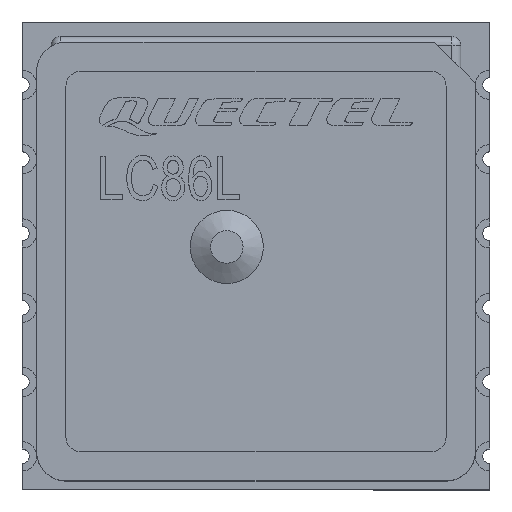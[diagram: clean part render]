
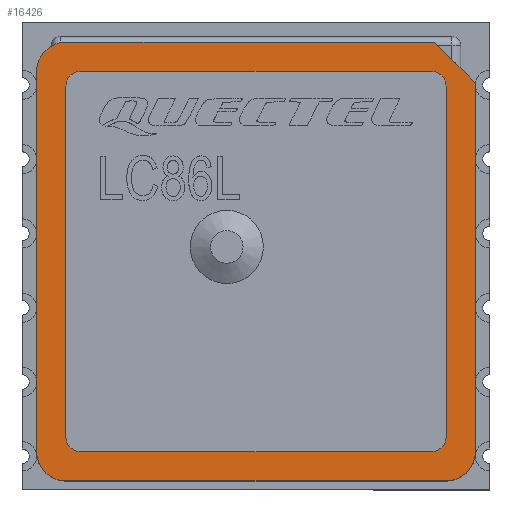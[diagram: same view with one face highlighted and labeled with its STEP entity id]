
A CAD part, top view. The second image highlights one B-rep face of the part: STEP entity #16426.
In plain terms, the highlighted planar face has unit normal (0, 0, 1).
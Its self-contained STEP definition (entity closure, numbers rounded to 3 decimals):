
#15833=CARTESIAN_POINT('',(6.5,5.8,6.3));
#15834=VERTEX_POINT('',#15833);
#15841=CARTESIAN_POINT('',(6.,6.3,6.3));
#15842=VERTEX_POINT('',#15841);
#15843=CARTESIAN_POINT('',(6.,5.8,6.3));
#15844=DIRECTION('',(0.0,0.0,-1.0));
#15845=DIRECTION('',(-1.0,0.0,0.0));
#15846=AXIS2_PLACEMENT_3D('',#15843,#15844,#15845);
#15847=CIRCLE('',#15846,0.5);
#15848=EDGE_CURVE('',#15842,#15834,#15847,.T.);
#15865=CARTESIAN_POINT('',(6.5,-6.2,6.3));
#15866=VERTEX_POINT('',#15865);
#15873=CARTESIAN_POINT('',(6.5,5.8,6.3));
#15874=DIRECTION('',(0.0,-1.0,0.0));
#15875=VECTOR('',#15874,12.);
#15876=LINE('',#15873,#15875);
#15877=EDGE_CURVE('',#15834,#15866,#15876,.T.);
#15889=CARTESIAN_POINT('',(6.,-6.7,6.3));
#15890=VERTEX_POINT('',#15889);
#15897=CARTESIAN_POINT('',(6.,-6.2,6.3));
#15898=DIRECTION('',(0.0,0.0,-1.0));
#15899=DIRECTION('',(0.0,1.0,0.0));
#15900=AXIS2_PLACEMENT_3D('',#15897,#15898,#15899);
#15901=CIRCLE('',#15900,0.5);
#15902=EDGE_CURVE('',#15866,#15890,#15901,.T.);
#15914=CARTESIAN_POINT('',(-6.0,-6.7,6.3));
#15915=VERTEX_POINT('',#15914);
#15922=CARTESIAN_POINT('',(6.,-6.7,6.3));
#15923=DIRECTION('',(-1.0,0.0,0.0));
#15924=VECTOR('',#15923,12.);
#15925=LINE('',#15922,#15924);
#15926=EDGE_CURVE('',#15890,#15915,#15925,.T.);
#15938=CARTESIAN_POINT('',(-6.5,-6.2,6.3));
#15939=VERTEX_POINT('',#15938);
#15946=CARTESIAN_POINT('',(-6.0,-6.2,6.3));
#15947=DIRECTION('',(0.0,0.0,-1.0));
#15948=DIRECTION('',(1.0,0.0,0.0));
#15949=AXIS2_PLACEMENT_3D('',#15946,#15947,#15948);
#15950=CIRCLE('',#15949,0.5);
#15951=EDGE_CURVE('',#15915,#15939,#15950,.T.);
#15963=CARTESIAN_POINT('',(-6.5,5.8,6.3));
#15964=VERTEX_POINT('',#15963);
#15971=CARTESIAN_POINT('',(-6.5,-6.2,6.3));
#15972=DIRECTION('',(0.0,1.0,0.0));
#15973=VECTOR('',#15972,12.);
#15974=LINE('',#15971,#15973);
#15975=EDGE_CURVE('',#15939,#15964,#15974,.T.);
#15987=CARTESIAN_POINT('',(-6.0,6.3,6.3));
#15988=VERTEX_POINT('',#15987);
#15995=CARTESIAN_POINT('',(-6.0,5.8,6.3));
#15996=DIRECTION('',(0.0,0.0,-1.0));
#15997=DIRECTION('',(0.0,-1.0,0.0));
#15998=AXIS2_PLACEMENT_3D('',#15995,#15996,#15997);
#15999=CIRCLE('',#15998,0.5);
#16000=EDGE_CURVE('',#15964,#15988,#15999,.T.);
#16013=CARTESIAN_POINT('',(-6.0,6.3,6.3));
#16014=DIRECTION('',(1.0,0.0,0.0));
#16015=VECTOR('',#16014,12.);
#16016=LINE('',#16013,#16015);
#16017=EDGE_CURVE('',#15988,#15842,#16016,.T.);
#16204=CARTESIAN_POINT('',(7.5,5.9,6.3));
#16205=VERTEX_POINT('',#16204);
#16206=CARTESIAN_POINT('',(7.5,-6.7,6.3));
#16207=VERTEX_POINT('',#16206);
#16208=CARTESIAN_POINT('',(7.5,5.9,6.3));
#16209=DIRECTION('',(0.0,-1.0,0.0));
#16210=VECTOR('',#16209,12.6);
#16211=LINE('',#16208,#16210);
#16212=EDGE_CURVE('',#16205,#16207,#16211,.T.);
#16235=CARTESIAN_POINT('',(6.5,-7.7,6.3));
#16236=VERTEX_POINT('',#16235);
#16237=CARTESIAN_POINT('',(6.5,-6.7,6.3));
#16238=DIRECTION('',(0.0,0.0,-1.0));
#16239=DIRECTION('',(0.0,1.0,0.0));
#16240=AXIS2_PLACEMENT_3D('',#16237,#16238,#16239);
#16241=CIRCLE('',#16240,1.);
#16242=EDGE_CURVE('',#16207,#16236,#16241,.T.);
#16260=CARTESIAN_POINT('',(-6.5,-7.7,6.3));
#16261=VERTEX_POINT('',#16260);
#16262=CARTESIAN_POINT('',(6.5,-7.7,6.3));
#16263=DIRECTION('',(-1.0,0.0,0.0));
#16264=VECTOR('',#16263,13.);
#16265=LINE('',#16262,#16264);
#16266=EDGE_CURVE('',#16236,#16261,#16265,.T.);
#16284=CARTESIAN_POINT('',(-7.5,-6.7,6.3));
#16285=VERTEX_POINT('',#16284);
#16286=CARTESIAN_POINT('',(-6.5,-6.7,6.3));
#16287=DIRECTION('',(0.0,0.0,-1.0));
#16288=DIRECTION('',(1.0,0.0,0.0));
#16289=AXIS2_PLACEMENT_3D('',#16286,#16287,#16288);
#16290=CIRCLE('',#16289,1.);
#16291=EDGE_CURVE('',#16261,#16285,#16290,.T.);
#16309=CARTESIAN_POINT('',(-7.5,6.3,6.3));
#16310=VERTEX_POINT('',#16309);
#16311=CARTESIAN_POINT('',(-7.5,-6.7,6.3));
#16312=DIRECTION('',(0.0,1.0,0.0));
#16313=VECTOR('',#16312,13.);
#16314=LINE('',#16311,#16313);
#16315=EDGE_CURVE('',#16285,#16310,#16314,.T.);
#16333=CARTESIAN_POINT('',(-6.5,7.3,6.3));
#16334=VERTEX_POINT('',#16333);
#16335=CARTESIAN_POINT('',(-6.5,6.3,6.3));
#16336=DIRECTION('',(0.0,0.0,-1.0));
#16337=DIRECTION('',(0.0,-1.0,0.0));
#16338=AXIS2_PLACEMENT_3D('',#16335,#16336,#16337);
#16339=CIRCLE('',#16338,1.);
#16340=EDGE_CURVE('',#16310,#16334,#16339,.T.);
#16358=CARTESIAN_POINT('',(6.1,7.3,6.3));
#16359=VERTEX_POINT('',#16358);
#16360=CARTESIAN_POINT('',(-6.5,7.3,6.3));
#16361=DIRECTION('',(1.0,0.0,0.0));
#16362=VECTOR('',#16361,12.6);
#16363=LINE('',#16360,#16362);
#16364=EDGE_CURVE('',#16334,#16359,#16363,.T.);
#16382=CARTESIAN_POINT('',(6.1,7.3,6.3));
#16383=DIRECTION('',(0.707,-0.707,0.0));
#16384=VECTOR('',#16383,1.98);
#16385=LINE('',#16382,#16384);
#16386=EDGE_CURVE('',#16359,#16205,#16385,.T.);
#16401=CARTESIAN_POINT('',(-0.056,-0.256,6.3));
#16402=DIRECTION('',(0.0,0.0,1.0));
#16403=DIRECTION('',(1.0,0.0,0.0));
#16404=AXIS2_PLACEMENT_3D('',#16401,#16402,#16403);
#16405=PLANE('',#16404);
#16406=ORIENTED_EDGE('',*,*,#16212,.F.);
#16407=ORIENTED_EDGE('',*,*,#16386,.F.);
#16408=ORIENTED_EDGE('',*,*,#16364,.F.);
#16409=ORIENTED_EDGE('',*,*,#16340,.F.);
#16410=ORIENTED_EDGE('',*,*,#16315,.F.);
#16411=ORIENTED_EDGE('',*,*,#16291,.F.);
#16412=ORIENTED_EDGE('',*,*,#16266,.F.);
#16413=ORIENTED_EDGE('',*,*,#16242,.F.);
#16414=EDGE_LOOP('',(#16406,#16407,#16408,#16409,#16410,#16411,#16412,#16413));
#16415=FACE_OUTER_BOUND('',#16414,.T.);
#16416=ORIENTED_EDGE('',*,*,#15848,.T.);
#16417=ORIENTED_EDGE('',*,*,#15877,.T.);
#16418=ORIENTED_EDGE('',*,*,#15902,.T.);
#16419=ORIENTED_EDGE('',*,*,#15926,.T.);
#16420=ORIENTED_EDGE('',*,*,#15951,.T.);
#16421=ORIENTED_EDGE('',*,*,#15975,.T.);
#16422=ORIENTED_EDGE('',*,*,#16000,.T.);
#16423=ORIENTED_EDGE('',*,*,#16017,.T.);
#16424=EDGE_LOOP('',(#16416,#16417,#16418,#16419,#16420,#16421,#16422,#16423));
#16425=FACE_BOUND('',#16424,.T.);
#16426=ADVANCED_FACE('',(#16415,#16425),#16405,.T.);
